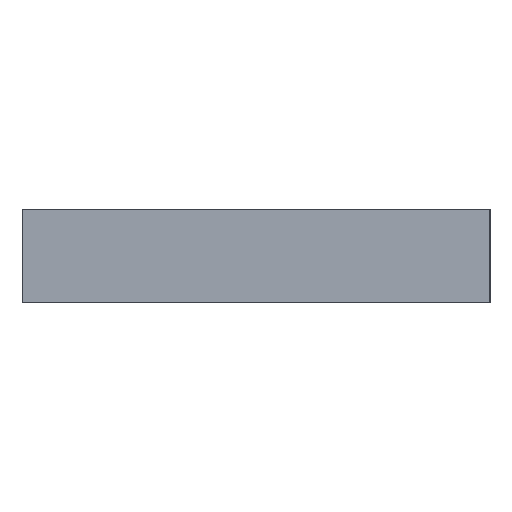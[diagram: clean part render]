
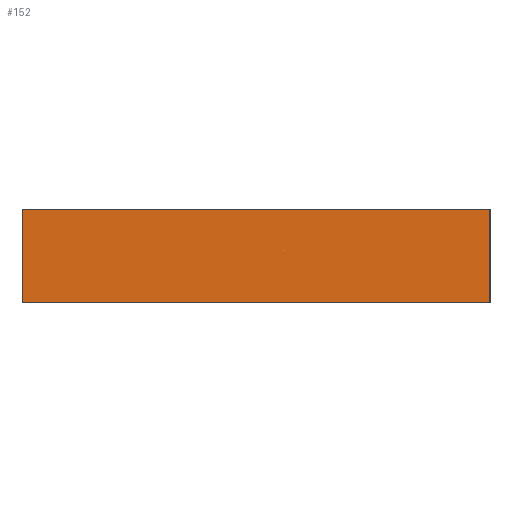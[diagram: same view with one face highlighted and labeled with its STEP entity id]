
A CAD part, left-side view. The second image highlights one B-rep face of the part: STEP entity #152.
In plain terms, the highlighted planar face has unit normal (-1, 0, 0).
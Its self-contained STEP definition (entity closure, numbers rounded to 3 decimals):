
#25 = ORIENTED_EDGE ( 'NONE', *, *, #1032, .F. ) ;
#26 = LINE ( 'NONE', #433, #233 ) ;
#142 = ORIENTED_EDGE ( 'NONE', *, *, #753, .T. ) ;
#152 = ADVANCED_FACE ( 'NONE', ( #725 ), #314, .F. ) ;
#160 = CARTESIAN_POINT ( 'NONE',  ( -110., -100., 8. ) ) ;
#169 = DIRECTION ( 'NONE',  ( 1., 0., 0. ) ) ;
#188 = ORIENTED_EDGE ( 'NONE', *, *, #598, .F. ) ;
#233 = VECTOR ( 'NONE', #282, 1000. ) ;
#245 = DIRECTION ( 'NONE',  ( 0., 0., -1. ) ) ;
#264 = ORIENTED_EDGE ( 'NONE', *, *, #933, .T. ) ;
#282 = DIRECTION ( 'NONE',  ( 0., 0., -1. ) ) ;
#287 = CARTESIAN_POINT ( 'NONE',  ( -110., -60., 0. ) ) ;
#314 = PLANE ( 'NONE',  #657 ) ;
#332 = DIRECTION ( 'NONE',  ( 0., -1., 0. ) ) ;
#337 = LINE ( 'NONE', #160, #578 ) ;
#395 = LINE ( 'NONE', #454, #968 ) ;
#397 = DIRECTION ( 'NONE',  ( 0., 0., -1. ) ) ;
#400 = CARTESIAN_POINT ( 'NONE',  ( -110., -100., 8. ) ) ;
#433 = CARTESIAN_POINT ( 'NONE',  ( -110., -60., 8. ) ) ;
#454 = CARTESIAN_POINT ( 'NONE',  ( -110., -100., 0. ) ) ;
#479 = CARTESIAN_POINT ( 'NONE',  ( -110., -100., 8. ) ) ;
#482 = CARTESIAN_POINT ( 'NONE',  ( -110., -60., 8. ) ) ;
#493 = VERTEX_POINT ( 'NONE', #482 ) ;
#578 = VECTOR ( 'NONE', #245, 1000. ) ;
#598 = EDGE_CURVE ( 'NONE', #493, #617, #988, .T. ) ;
#617 = VERTEX_POINT ( 'NONE', #669 ) ;
#633 = VERTEX_POINT ( 'NONE', #1051 ) ;
#657 = AXIS2_PLACEMENT_3D ( 'NONE', #479, #169, #397 ) ;
#659 = VECTOR ( 'NONE', #332, 1000. ) ;
#669 = CARTESIAN_POINT ( 'NONE',  ( -110., -100., 8. ) ) ;
#725 = FACE_OUTER_BOUND ( 'NONE', #771, .T. ) ;
#740 = VERTEX_POINT ( 'NONE', #287 ) ;
#753 = EDGE_CURVE ( 'NONE', #493, #740, #26, .T. ) ;
#771 = EDGE_LOOP ( 'NONE', ( #264, #25, #188, #142 ) ) ;
#788 = DIRECTION ( 'NONE',  ( 0., -1., 0. ) ) ;
#933 = EDGE_CURVE ( 'NONE', #740, #633, #395, .T. ) ;
#968 = VECTOR ( 'NONE', #788, 1000. ) ;
#988 = LINE ( 'NONE', #400, #659 ) ;
#1032 = EDGE_CURVE ( 'NONE', #617, #633, #337, .T. ) ;
#1051 = CARTESIAN_POINT ( 'NONE',  ( -110., -100., 0. ) ) ;
